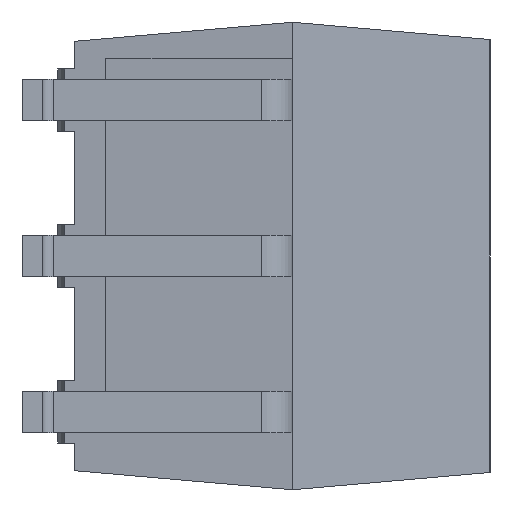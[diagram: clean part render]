
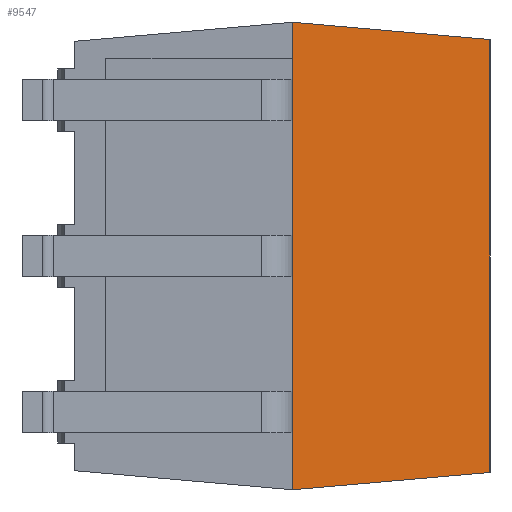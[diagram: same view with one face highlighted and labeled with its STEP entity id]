
A CAD part, left-side view. The second image highlights one B-rep face of the part: STEP entity #9547.
In plain terms, the highlighted planar face has unit normal (-0.996, -0.087, 0).
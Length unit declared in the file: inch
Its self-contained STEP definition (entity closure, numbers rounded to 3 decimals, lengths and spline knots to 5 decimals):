
#8157=CARTESIAN_POINT('',(-0.26569,-0.095,0.10419));
#8158=VERTEX_POINT('',#8157);
#8165=CARTESIAN_POINT('',(-0.26569,-0.095,-0.10419));
#8166=VERTEX_POINT('',#8165);
#8167=CARTESIAN_POINT('',(-0.26569,-0.095,-0.10419));
#8168=DIRECTION('',(0.0,0.0,1.0));
#8169=VECTOR('',#8168,0.20838);
#8170=LINE('',#8167,#8169);
#8171=EDGE_CURVE('',#8158,#8166,#8170,.F.);
#8761=CARTESIAN_POINT('',(-0.274,0.,-0.065));
#8762=VERTEX_POINT('',#8761);
#8771=CARTESIAN_POINT('',(-0.274,0.,-0.01));
#8772=VERTEX_POINT('',#8771);
#8773=CARTESIAN_POINT('',(-0.274,0.,-0.065));
#8774=DIRECTION('',(0.0,0.0,1.0));
#8775=VECTOR('',#8774,0.055);
#8776=LINE('',#8773,#8775);
#8777=EDGE_CURVE('',#8762,#8772,#8776,.T.);
#8795=CARTESIAN_POINT('',(-0.274,0.,0.01));
#8796=VERTEX_POINT('',#8795);
#8803=CARTESIAN_POINT('',(-0.274,0.,0.1125));
#8804=VERTEX_POINT('',#8803);
#8805=CARTESIAN_POINT('',(-0.274,0.,0.01));
#8806=DIRECTION('',(0.0,0.0,1.0));
#8807=VECTOR('',#8806,0.1025);
#8808=LINE('',#8805,#8807);
#8809=EDGE_CURVE('',#8796,#8804,#8808,.T.);
#8923=CARTESIAN_POINT('',(-0.274,0.,-0.1125));
#8924=VERTEX_POINT('',#8923);
#8931=CARTESIAN_POINT('',(-0.274,0.,-0.085));
#8932=VERTEX_POINT('',#8931);
#8933=CARTESIAN_POINT('',(-0.274,0.,-0.1125));
#8934=DIRECTION('',(0.0,0.0,1.0));
#8935=VECTOR('',#8934,0.0275);
#8936=LINE('',#8933,#8935);
#8937=EDGE_CURVE('',#8924,#8932,#8936,.T.);
#9512=CARTESIAN_POINT('',(-0.26572,-0.09464,0.));
#9513=DIRECTION('',(-0.996,-0.087,0.));
#9514=DIRECTION('',(0.087,-0.996,0.));
#9515=AXIS2_PLACEMENT_3D('',#9512,#9513,#9514);
#9516=PLANE('',#9515);
#9517=ORIENTED_EDGE('',*,*,#8937,.F.);
#9518=CARTESIAN_POINT('',(-0.274,0.,-0.1125));
#9519=DIRECTION('',(0.087,-0.992,0.087));
#9520=VECTOR('',#9519,0.09572);
#9521=LINE('',#9518,#9520);
#9522=EDGE_CURVE('',#8924,#8166,#9521,.T.);
#9523=ORIENTED_EDGE('',*,*,#9522,.T.);
#9524=ORIENTED_EDGE('',*,*,#8171,.F.);
#9525=CARTESIAN_POINT('',(-0.26569,-0.095,0.10419));
#9526=DIRECTION('',(-0.087,0.992,0.087));
#9527=VECTOR('',#9526,0.09572);
#9528=LINE('',#9525,#9527);
#9529=EDGE_CURVE('',#8158,#8804,#9528,.T.);
#9530=ORIENTED_EDGE('',*,*,#9529,.T.);
#9531=ORIENTED_EDGE('',*,*,#8809,.F.);
#9532=CARTESIAN_POINT('',(-0.274,0.,-0.01));
#9533=DIRECTION('',(0.0,0.0,1.0));
#9534=VECTOR('',#9533,0.02);
#9535=LINE('',#9532,#9534);
#9536=EDGE_CURVE('',#8772,#8796,#9535,.T.);
#9537=ORIENTED_EDGE('',*,*,#9536,.F.);
#9538=ORIENTED_EDGE('',*,*,#8777,.F.);
#9539=CARTESIAN_POINT('',(-0.274,0.,-0.085));
#9540=DIRECTION('',(0.0,0.0,1.0));
#9541=VECTOR('',#9540,0.02);
#9542=LINE('',#9539,#9541);
#9543=EDGE_CURVE('',#8932,#8762,#9542,.T.);
#9544=ORIENTED_EDGE('',*,*,#9543,.F.);
#9545=EDGE_LOOP('',(#9517,#9523,#9524,#9530,#9531,#9537,#9538,#9544));
#9546=FACE_OUTER_BOUND('',#9545,.T.);
#9547=ADVANCED_FACE('',(#9546),#9516,.T.);
